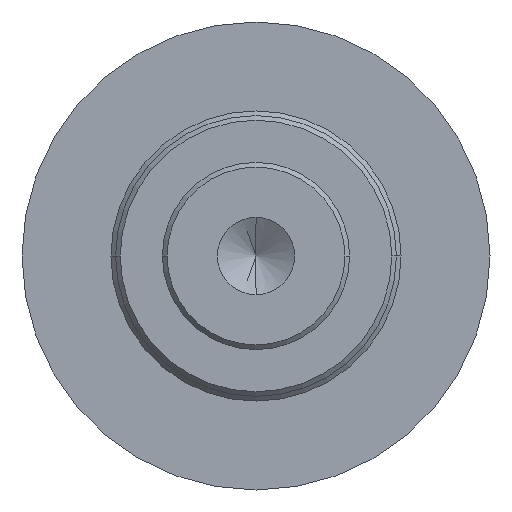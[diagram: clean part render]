
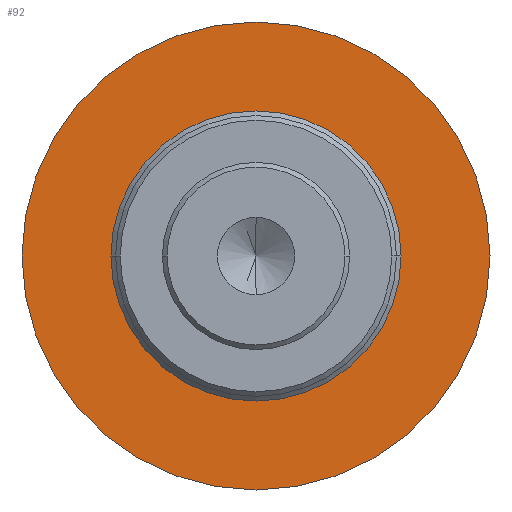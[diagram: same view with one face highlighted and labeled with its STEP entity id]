
A CAD part, front view. The second image highlights one B-rep face of the part: STEP entity #92.
In plain terms, the highlighted planar face has unit normal (0, -1, 0).
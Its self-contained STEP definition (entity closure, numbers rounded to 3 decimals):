
#18 = ORIENTED_EDGE ( 'NONE', *, *, #1367, .T. ) ;
#92 = ADVANCED_FACE ( 'NONE', ( #905, #1111 ), #200, .F. ) ;
#143 = EDGE_LOOP ( 'NONE', ( #18, #677 ) ) ;
#167 = VERTEX_POINT ( 'NONE', #1026 ) ;
#180 = DIRECTION ( 'NONE',  ( -1., 0., 0. ) ) ;
#194 = CARTESIAN_POINT ( 'NONE',  ( -6.2, 13.5, 0. ) ) ;
#200 = PLANE ( 'NONE',  #1198 ) ;
#209 = DIRECTION ( 'NONE',  ( 0., 1., 0. ) ) ;
#315 = AXIS2_PLACEMENT_3D ( 'NONE', #1440, #1097, #484 ) ;
#323 = DIRECTION ( 'NONE',  ( -1., 0., 0. ) ) ;
#365 = CIRCLE ( 'NONE', #656, 6.2 ) ;
#392 = DIRECTION ( 'NONE',  ( 0., 1., 0. ) ) ;
#454 = CIRCLE ( 'NONE', #315, 10. ) ;
#484 = DIRECTION ( 'NONE',  ( -1., 0., 0. ) ) ;
#576 = VERTEX_POINT ( 'NONE', #904 ) ;
#630 = EDGE_CURVE ( 'NONE', #727, #167, #1381, .T. ) ;
#656 = AXIS2_PLACEMENT_3D ( 'NONE', #810, #931, #704 ) ;
#677 = ORIENTED_EDGE ( 'NONE', *, *, #1489, .T. ) ;
#704 = DIRECTION ( 'NONE',  ( -1., 0., 0. ) ) ;
#706 = DIRECTION ( 'NONE',  ( 0., 1., 0. ) ) ;
#713 = ORIENTED_EDGE ( 'NONE', *, *, #723, .F. ) ;
#723 = EDGE_CURVE ( 'NONE', #167, #727, #454, .T. ) ;
#727 = VERTEX_POINT ( 'NONE', #1324 ) ;
#741 = AXIS2_PLACEMENT_3D ( 'NONE', #832, #706, #323 ) ;
#743 = DIRECTION ( 'NONE',  ( -1., 0., 0. ) ) ;
#810 = CARTESIAN_POINT ( 'NONE',  ( 0., 13.5, 0. ) ) ;
#832 = CARTESIAN_POINT ( 'NONE',  ( 0., 13.5, 0. ) ) ;
#904 = CARTESIAN_POINT ( 'NONE',  ( 6.2, 13.5, 0. ) ) ;
#905 = FACE_BOUND ( 'NONE', #143, .T. ) ;
#931 = DIRECTION ( 'NONE',  ( 0., 1., 0. ) ) ;
#1000 = VERTEX_POINT ( 'NONE', #194 ) ;
#1005 = CARTESIAN_POINT ( 'NONE',  ( 6., 13.5, 0. ) ) ;
#1026 = CARTESIAN_POINT ( 'NONE',  ( -10., 13.5, 0. ) ) ;
#1090 = CIRCLE ( 'NONE', #1267, 6.2 ) ;
#1096 = CARTESIAN_POINT ( 'NONE',  ( 0., 13.5, 0. ) ) ;
#1097 = DIRECTION ( 'NONE',  ( 0., 1., 0. ) ) ;
#1111 = FACE_OUTER_BOUND ( 'NONE', #1298, .T. ) ;
#1198 = AXIS2_PLACEMENT_3D ( 'NONE', #1005, #209, #180 ) ;
#1267 = AXIS2_PLACEMENT_3D ( 'NONE', #1096, #392, #743 ) ;
#1298 = EDGE_LOOP ( 'NONE', ( #713, #1313 ) ) ;
#1313 = ORIENTED_EDGE ( 'NONE', *, *, #630, .F. ) ;
#1324 = CARTESIAN_POINT ( 'NONE',  ( 10., 13.5, 0. ) ) ;
#1367 = EDGE_CURVE ( 'NONE', #1000, #576, #365, .T. ) ;
#1381 = CIRCLE ( 'NONE', #741, 10. ) ;
#1440 = CARTESIAN_POINT ( 'NONE',  ( 0., 13.5, 0. ) ) ;
#1489 = EDGE_CURVE ( 'NONE', #576, #1000, #1090, .T. ) ;
